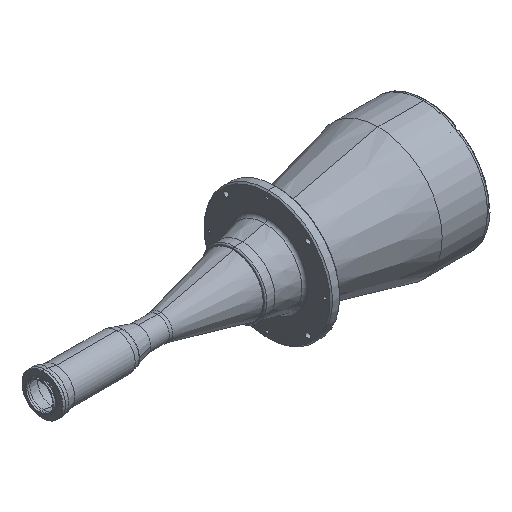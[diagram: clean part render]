
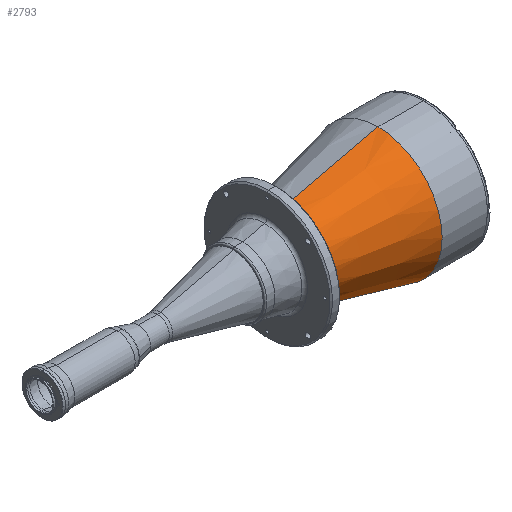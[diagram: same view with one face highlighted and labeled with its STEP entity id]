
A CAD part, isometric view. The second image highlights one B-rep face of the part: STEP entity #2793.
In plain terms, the highlighted conical face has half-angle 13.358 degrees and reference radius 50 mm.
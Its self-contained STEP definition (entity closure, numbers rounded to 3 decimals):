
#376 = DIRECTION ( 'NONE',  ( 0., 0., -1. ) ) ;
#378 = DIRECTION ( 'NONE',  ( 1., 0., 0. ) ) ;
#388 = CARTESIAN_POINT ( 'NONE',  ( 214.161, 0., 0. ) ) ;
#1408 = LINE ( 'NONE', #5408, #1880 ) ;
#1418 = LINE ( 'NONE', #5427, #1892 ) ;
#1709 = AXIS2_PLACEMENT_3D ( 'NONE', #5096, #5095, #5093 ) ;
#1730 = CIRCLE ( 'NONE', #1709, 100. ) ;
#1880 = VECTOR ( 'NONE', #5407, 1000. ) ;
#1886 = AXIS2_PLACEMENT_3D ( 'NONE', #5420, #5419, #5417 ) ;
#1887 = CIRCLE ( 'NONE', #1886, 63.995 ) ;
#1892 = VECTOR ( 'NONE', #5426, 1000. ) ;
#2298 = EDGE_CURVE ( 'NONE', #6431, #6421, #1418, .T. ) ;
#2300 = EDGE_CURVE ( 'NONE', #6425, #6431, #1887, .T. ) ;
#2303 = EDGE_CURVE ( 'NONE', #6425, #6426, #1408, .T. ) ;
#2595 = EDGE_CURVE ( 'NONE', #6426, #6421, #1730, .T. ) ;
#2793 = ADVANCED_FACE ( 'NONE', ( #6119 ), #3217, .T. ) ;
#3217 = CONICAL_SURFACE ( 'NONE', #3218, 50., 0.233 ) ;
#3218 = AXIS2_PLACEMENT_3D ( 'NONE', #388, #378, #376 ) ;
#4095 = ORIENTED_EDGE ( 'NONE', *, *, #2298, .F. ) ;
#4096 = ORIENTED_EDGE ( 'NONE', *, *, #2595, .T. ) ;
#4097 = ORIENTED_EDGE ( 'NONE', *, *, #2303, .T. ) ;
#4098 = ORIENTED_EDGE ( 'NONE', *, *, #2300, .F. ) ;
#5093 = DIRECTION ( 'NONE',  ( 0., 0., 1. ) ) ;
#5095 = DIRECTION ( 'NONE',  ( -1., 0., 0. ) ) ;
#5096 = CARTESIAN_POINT ( 'NONE',  ( 424.718, 0., 0. ) ) ;
#5407 = DIRECTION ( 'NONE',  ( 0.973, 0., -0.231 ) ) ;
#5408 = CARTESIAN_POINT ( 'NONE',  ( 214.161, 0., -50. ) ) ;
#5417 = DIRECTION ( 'NONE',  ( 0., 0., 1. ) ) ;
#5419 = DIRECTION ( 'NONE',  ( -1., 0., 0. ) ) ;
#5420 = CARTESIAN_POINT ( 'NONE',  ( 273.094, 0., 0. ) ) ;
#5426 = DIRECTION ( 'NONE',  ( 0.973, 0., 0.231 ) ) ;
#5427 = CARTESIAN_POINT ( 'NONE',  ( 214.161, 0., 50. ) ) ;
#5954 = EDGE_LOOP ( 'NONE', ( #4095, #4098, #4097, #4096 ) ) ;
#6119 = FACE_OUTER_BOUND ( 'NONE', #5954, .T. ) ;
#6421 = VERTEX_POINT ( 'NONE', #7036 ) ;
#6425 = VERTEX_POINT ( 'NONE', #7032 ) ;
#6426 = VERTEX_POINT ( 'NONE', #7031 ) ;
#6431 = VERTEX_POINT ( 'NONE', #7029 ) ;
#7029 = CARTESIAN_POINT ( 'NONE',  ( 273.094, 0., 63.995 ) ) ;
#7031 = CARTESIAN_POINT ( 'NONE',  ( 424.718, 0., -100. ) ) ;
#7032 = CARTESIAN_POINT ( 'NONE',  ( 273.094, 0., -63.995 ) ) ;
#7036 = CARTESIAN_POINT ( 'NONE',  ( 424.718, 0., 100. ) ) ;
